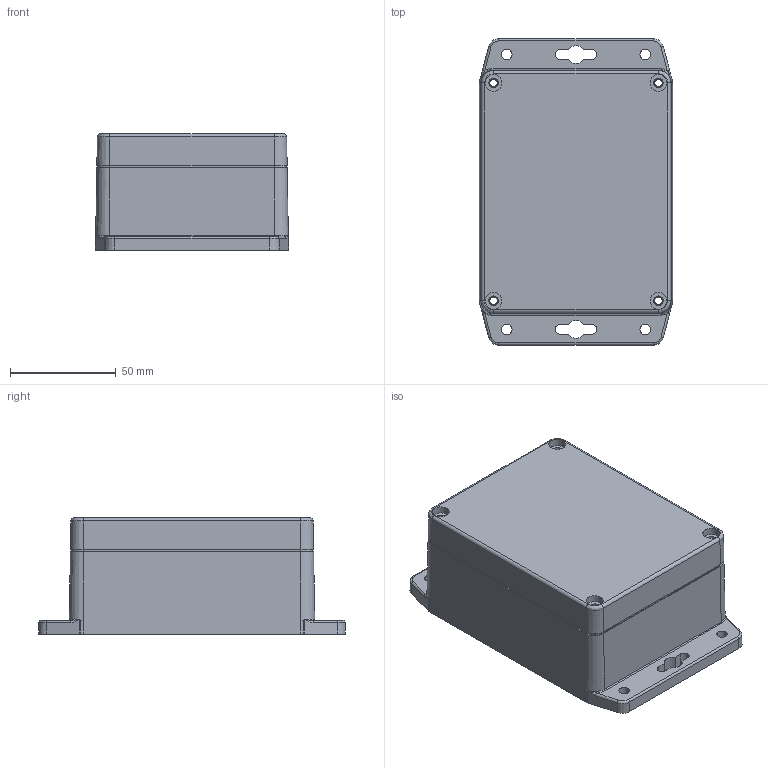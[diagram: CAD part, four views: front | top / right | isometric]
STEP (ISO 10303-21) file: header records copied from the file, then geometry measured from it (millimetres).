
FILE_DESCRIPTION (( 'STEP AP214' ), '1' );
FILE_NAME ('G212組合件.STEP', '2010-12-07T02:46:52', ( 'NEF User' ), ( 'NEF User' ), 'SwSTEP 2.0', 'SolidWorks 2010', '' );
FILE_SCHEMA (( 'AUTOMOTIVE_DESIGN' ));
Length unit declared in the file: millimetre
Products named in the file (3): G212-COVER; G212-BASE; G212組合件
Assembly tree (2 placements, depth 2):
  G212組合件
    G212-COVER
    G212-BASE
Bounding box: 91.36 x 145 x 55 mm (x, y, z)
Volume: 150585.9 mm3; surface area: 105129.8 mm2
Topology: 2 solids, 2 shells, 641 faces, 1654 edges, 1042 vertices
Faces by surface type: plane 246, cylinder 158, cone 155, bspline 82
Entity records: 22564 total; most frequent: CARTESIAN_POINT 7082, ORIENTED_EDGE 3258, DIRECTION 3187, EDGE_CURVE 1629, AXIS2_PLACEMENT_3D 1158, VERTEX_POINT 1042, VECTOR 871, LINE 871
